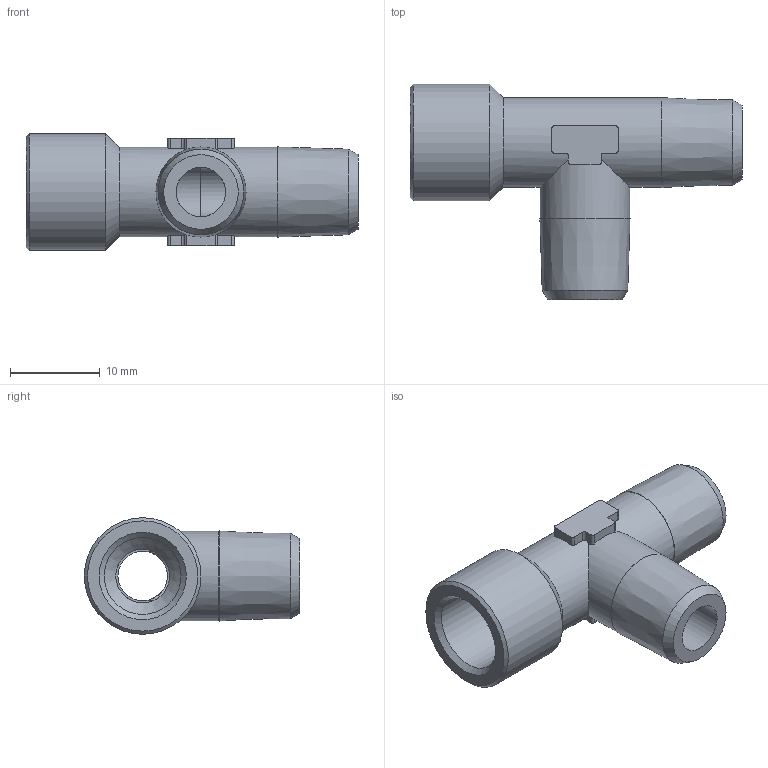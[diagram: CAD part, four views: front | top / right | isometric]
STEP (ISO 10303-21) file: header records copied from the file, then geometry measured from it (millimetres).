
FILE_DESCRIPTION(/* description */ ('STEP AP214'),/* implementation_level */ '2;1');
FILE_NAME(/* name */ '8030259_NPFC-T-2R18-G18-MMF',/* time_stamp */ '2024-09-13T00:28:27+02:00',/* author */ ('License CC BY-ND 4.0'),/* organization */ ('CADENAS'),/* preprocessor_version */ 'ST-DEVELOPER v19.3',/* originating_system */ 'PARTsolutions',/* authorisation */ ' ');
FILE_SCHEMA (('AUTOMOTIVE_DESIGN {1 0 10303 214 3 1 1}'));
Length unit declared in the file: millimetre
Products named in the file (1): 8030259 NPFC-T-2R18-G18-MMF
Bounding box: 37 x 24 x 13 mm (x, y, z)
Volume: 2832.3 mm3; surface area: 2791.3 mm2
Topology: 1 solids, 1 shells, 53 faces, 142 edges, 90 vertices
Faces by surface type: plane 22, cylinder 21, cone 10
Full cylindrical faces by diameter (mm): 5.5 x2, 6 x1, 8.566 x1, 10 x2, 13 x1
Entity records: 1585 total; most frequent: CARTESIAN_POINT 312, DIRECTION 260, ORIENTED_EDGE 240, EDGE_CURVE 120, AXIS2_PLACEMENT_3D 101, VERTEX_POINT 86, EDGE_LOOP 74, FACE_BOUND 74
